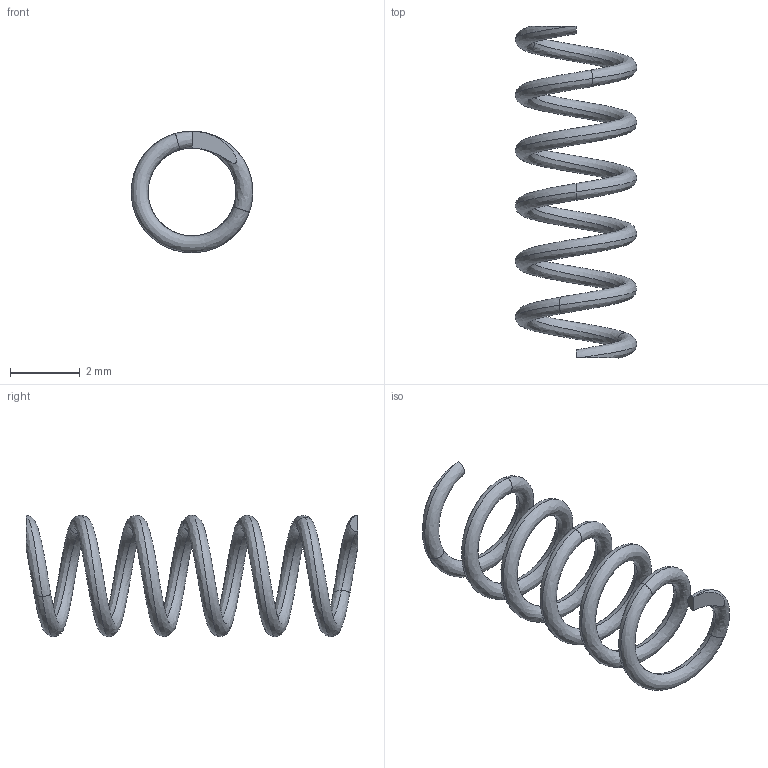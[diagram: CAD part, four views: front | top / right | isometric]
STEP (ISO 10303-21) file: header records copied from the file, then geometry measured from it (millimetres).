
FILE_DESCRIPTION(/* description */ (''),/* implementation_level */ '2;1');
FILE_NAME(/* name */ 'SP-RMH-004.step',/* time_stamp */ '2025-07-20T15:36:34+05:30',/* author */ (''),/* organization */ (''),/* preprocessor_version */ 'ST-DEVELOPER v20.1',/* originating_system */ 'Autodesk Translation Framework v14.10.0.0',/* authorisation */ '');
FILE_SCHEMA (('AUTOMOTIVE_DESIGN { 1 0 10303 214 3 1 1 }'));
Length unit declared in the file: millimetre
Products named in the file (2): OD-3.5mm, NA-6, min3.5mm, OG10mm v1 (1); ANIMATE_PC
Assembly tree (1 placements, depth 2):
  OD-3.5mm, NA-6, min3.5mm, OG10mm v1 (1)
    ANIMATE_PC
Bounding box: 3.48 x 9.5 x 3.48 mm (x, y, z)
Volume: 10.2 mm3; surface area: 85.9 mm2
Topology: 1 solids, 1 shells, 16 faces, 32 edges, 18 vertices
Faces by surface type: bspline 12, plane 4
Entity records: 4276 total; most frequent: CARTESIAN_POINT 3985, ORIENTED_EDGE 64, EDGE_CURVE 32, B_SPLINE_CURVE_WITH_KNOTS 30, VERTEX_POINT 18, FACE_OUTER_BOUND 16, EDGE_LOOP 16, ADVANCED_FACE 16
